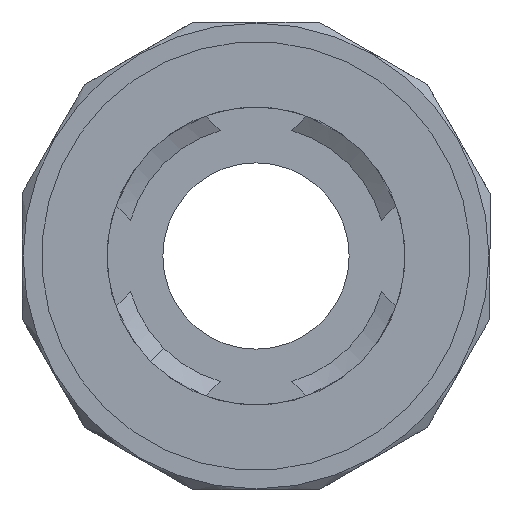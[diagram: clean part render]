
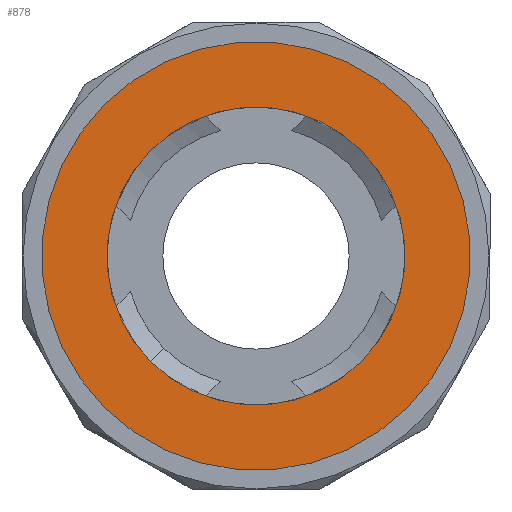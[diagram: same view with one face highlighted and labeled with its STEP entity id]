
A CAD part, front view. The second image highlights one B-rep face of the part: STEP entity #878.
In plain terms, the highlighted planar face has unit normal (0, -1, 0).
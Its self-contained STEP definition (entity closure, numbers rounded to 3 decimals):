
#318 = EDGE_CURVE ( 'NONE', #322, #320, #4171, .T. ) ;
#320 = VERTEX_POINT ( 'NONE', #4166 ) ;
#322 = VERTEX_POINT ( 'NONE', #4165 ) ;
#440 = EDGE_CURVE ( 'NONE', #441, #442, #4375, .T. ) ;
#441 = VERTEX_POINT ( 'NONE', #4430 ) ;
#442 = VERTEX_POINT ( 'NONE', #4429 ) ;
#710 = EDGE_CURVE ( 'NONE', #320, #322, #4938, .T. ) ;
#784 = EDGE_CURVE ( 'NONE', #442, #441, #5087, .T. ) ;
#878 = ADVANCED_FACE ( 'NONE', ( #5254, #5253 ), #5252, .F. ) ;
#879 = EDGE_LOOP ( 'NONE', ( #880, #881 ) ) ;
#880 = ORIENTED_EDGE ( 'NONE', *, *, #440, .F. ) ;
#881 = ORIENTED_EDGE ( 'NONE', *, *, #784, .F. ) ;
#882 = EDGE_LOOP ( 'NONE', ( #883, #884 ) ) ;
#883 = ORIENTED_EDGE ( 'NONE', *, *, #710, .T. ) ;
#884 = ORIENTED_EDGE ( 'NONE', *, *, #318, .T. ) ;
#4165 = CARTESIAN_POINT ( 'NONE',  ( 8., 0., 0. ) ) ;
#4166 = CARTESIAN_POINT ( 'NONE',  ( -8., 0., 0. ) ) ;
#4167 = DIRECTION ( 'NONE',  ( -1., 0., 0. ) ) ;
#4168 = DIRECTION ( 'NONE',  ( 0., 1., 0. ) ) ;
#4169 = CARTESIAN_POINT ( 'NONE',  ( 0., 0., 0. ) ) ;
#4170 = AXIS2_PLACEMENT_3D ( 'NONE', #4169, #4168, #4167 ) ;
#4171 = CIRCLE ( 'NONE', #4170, 8. ) ;
#4375 = CIRCLE ( 'NONE', #4434, 11.5 ) ;
#4429 = CARTESIAN_POINT ( 'NONE',  ( 11.5, 0., 0. ) ) ;
#4430 = CARTESIAN_POINT ( 'NONE',  ( -11.5, 0., 0. ) ) ;
#4431 = DIRECTION ( 'NONE',  ( -1., 0., 0. ) ) ;
#4432 = DIRECTION ( 'NONE',  ( 0., 1., 0. ) ) ;
#4433 = CARTESIAN_POINT ( 'NONE',  ( 0., 0., 0. ) ) ;
#4434 = AXIS2_PLACEMENT_3D ( 'NONE', #4433, #4432, #4431 ) ;
#4934 = DIRECTION ( 'NONE',  ( -1., 0., 0. ) ) ;
#4935 = DIRECTION ( 'NONE',  ( 0., 1., 0. ) ) ;
#4936 = CARTESIAN_POINT ( 'NONE',  ( 0., 0., 0. ) ) ;
#4937 = AXIS2_PLACEMENT_3D ( 'NONE', #4936, #4935, #4934 ) ;
#4938 = CIRCLE ( 'NONE', #4937, 8. ) ;
#5083 = DIRECTION ( 'NONE',  ( -1., 0., 0. ) ) ;
#5084 = DIRECTION ( 'NONE',  ( 0., 1., 0. ) ) ;
#5085 = CARTESIAN_POINT ( 'NONE',  ( 0., 0., 0. ) ) ;
#5086 = AXIS2_PLACEMENT_3D ( 'NONE', #5085, #5084, #5083 ) ;
#5087 = CIRCLE ( 'NONE', #5086, 11.5 ) ;
#5248 = DIRECTION ( 'NONE',  ( -1., 0., 0. ) ) ;
#5249 = DIRECTION ( 'NONE',  ( 0., 1., 0. ) ) ;
#5250 = CARTESIAN_POINT ( 'NONE',  ( 11.5, 0., 0. ) ) ;
#5251 = AXIS2_PLACEMENT_3D ( 'NONE', #5250, #5249, #5248 ) ;
#5252 = PLANE ( 'NONE',  #5251 ) ;
#5253 = FACE_BOUND ( 'NONE', #882, .T. ) ;
#5254 = FACE_OUTER_BOUND ( 'NONE', #879, .T. ) ;
